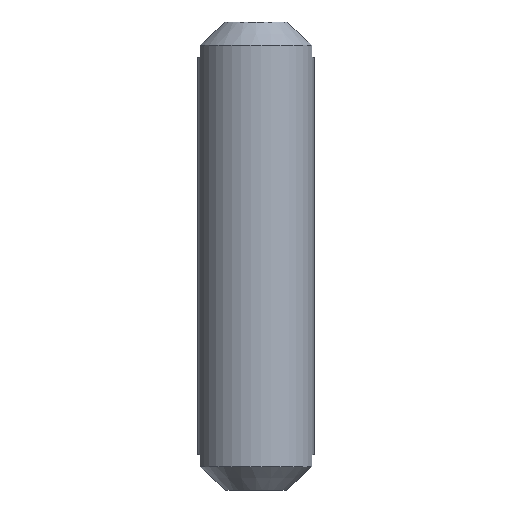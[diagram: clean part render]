
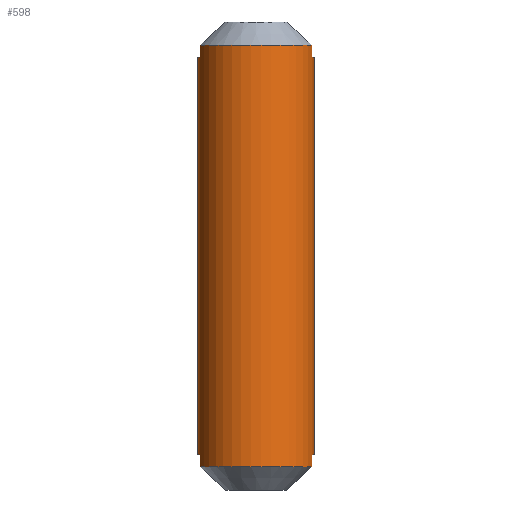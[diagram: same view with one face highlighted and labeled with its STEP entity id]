
A CAD part, front view. The second image highlights one B-rep face of the part: STEP entity #598.
In plain terms, the highlighted cylindrical face has radius 2.5 mm (diameter 5 mm), a partial arc.
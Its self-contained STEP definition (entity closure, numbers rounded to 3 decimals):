
#6 = VERTEX_POINT ( 'NONE', #738 ) ;
#15 = ORIENTED_EDGE ( 'NONE', *, *, #596, .T. ) ;
#17 = EDGE_CURVE ( 'NONE', #130, #904, #524, .T. ) ;
#18 = CARTESIAN_POINT ( 'NONE',  ( -2.385, -0.75, -19. ) ) ;
#24 = EDGE_CURVE ( 'NONE', #468, #485, #559, .T. ) ;
#36 = CYLINDRICAL_SURFACE ( 'NONE', #788, 2.5 ) ;
#49 = CARTESIAN_POINT ( 'NONE',  ( 0., 0., -18.5 ) ) ;
#50 = LINE ( 'NONE', #220, #357 ) ;
#51 = CARTESIAN_POINT ( 'NONE',  ( 2.385, -0.75, -1.5 ) ) ;
#71 = DIRECTION ( 'NONE',  ( 1., 0., 0. ) ) ;
#80 = VERTEX_POINT ( 'NONE', #817 ) ;
#84 = LINE ( 'NONE', #883, #395 ) ;
#85 = AXIS2_PLACEMENT_3D ( 'NONE', #768, #490, #345 ) ;
#103 = ORIENTED_EDGE ( 'NONE', *, *, #550, .T. ) ;
#105 = AXIS2_PLACEMENT_3D ( 'NONE', #513, #432, #583 ) ;
#107 = CARTESIAN_POINT ( 'NONE',  ( 2.385, -0.75, 0. ) ) ;
#109 = DIRECTION ( 'NONE',  ( 0., 0., 1. ) ) ;
#115 = VERTEX_POINT ( 'NONE', #393 ) ;
#128 = ORIENTED_EDGE ( 'NONE', *, *, #17, .T. ) ;
#130 = VERTEX_POINT ( 'NONE', #894 ) ;
#147 = VERTEX_POINT ( 'NONE', #750 ) ;
#153 = ORIENTED_EDGE ( 'NONE', *, *, #24, .T. ) ;
#158 = CARTESIAN_POINT ( 'NONE',  ( -2.385, -0.75, 0. ) ) ;
#164 = CARTESIAN_POINT ( 'NONE',  ( 0., 0., -1.5 ) ) ;
#172 = LINE ( 'NONE', #806, #483 ) ;
#179 = DIRECTION ( 'NONE',  ( 0., 0., 1. ) ) ;
#192 = VERTEX_POINT ( 'NONE', #462 ) ;
#193 = EDGE_CURVE ( 'NONE', #147, #527, #172, .T. ) ;
#195 = EDGE_CURVE ( 'NONE', #427, #6, #682, .T. ) ;
#202 = ORIENTED_EDGE ( 'NONE', *, *, #195, .T. ) ;
#209 = CIRCLE ( 'NONE', #85, 2.5 ) ;
#213 = CARTESIAN_POINT ( 'NONE',  ( 2.385, -0.75, -18.5 ) ) ;
#220 = CARTESIAN_POINT ( 'NONE',  ( 2.385, -0.75, 0. ) ) ;
#222 = AXIS2_PLACEMENT_3D ( 'NONE', #164, #672, #240 ) ;
#225 = CARTESIAN_POINT ( 'NONE',  ( 0., 0., 0. ) ) ;
#240 = DIRECTION ( 'NONE',  ( -1., 0., 0. ) ) ;
#263 = CARTESIAN_POINT ( 'NONE',  ( 0., 0., -1. ) ) ;
#281 = AXIS2_PLACEMENT_3D ( 'NONE', #49, #109, #615 ) ;
#307 = CARTESIAN_POINT ( 'NONE',  ( 2.385, -0.75, -1. ) ) ;
#345 = DIRECTION ( 'NONE',  ( 1., 0., 0. ) ) ;
#356 = EDGE_CURVE ( 'NONE', #527, #115, #209, .T. ) ;
#357 = VECTOR ( 'NONE', #728, 1000. ) ;
#370 = EDGE_CURVE ( 'NONE', #192, #708, #875, .T. ) ;
#384 = VECTOR ( 'NONE', #525, 1000. ) ;
#389 = EDGE_LOOP ( 'NONE', ( #435, #515, #471, #404, #15, #153, #103, #128, #827, #516, #647, #202 ) ) ;
#393 = CARTESIAN_POINT ( 'NONE',  ( 2.385, -0.75, -19. ) ) ;
#395 = VECTOR ( 'NONE', #590, 1000. ) ;
#404 = ORIENTED_EDGE ( 'NONE', *, *, #356, .T. ) ;
#427 = VERTEX_POINT ( 'NONE', #630 ) ;
#432 = DIRECTION ( 'NONE',  ( 0., 0., 1. ) ) ;
#435 = ORIENTED_EDGE ( 'NONE', *, *, #658, .F. ) ;
#440 = DIRECTION ( 'NONE',  ( 0., 0., 1. ) ) ;
#462 = CARTESIAN_POINT ( 'NONE',  ( -2.385, -0.75, -1. ) ) ;
#468 = VERTEX_POINT ( 'NONE', #213 ) ;
#471 = ORIENTED_EDGE ( 'NONE', *, *, #193, .T. ) ;
#481 = LINE ( 'NONE', #640, #758 ) ;
#483 = VECTOR ( 'NONE', #753, 1000. ) ;
#485 = VERTEX_POINT ( 'NONE', #702 ) ;
#490 = DIRECTION ( 'NONE',  ( 0., 0., 1. ) ) ;
#512 = AXIS2_PLACEMENT_3D ( 'NONE', #263, #623, #71 ) ;
#513 = CARTESIAN_POINT ( 'NONE',  ( 0., 0., -18.5 ) ) ;
#515 = ORIENTED_EDGE ( 'NONE', *, *, #530, .T. ) ;
#516 = ORIENTED_EDGE ( 'NONE', *, *, #370, .F. ) ;
#524 = CIRCLE ( 'NONE', #222, 2.5 ) ;
#525 = DIRECTION ( 'NONE',  ( 0., 0., -1. ) ) ;
#527 = VERTEX_POINT ( 'NONE', #18 ) ;
#529 = DIRECTION ( 'NONE',  ( -1., 0., 0. ) ) ;
#530 = EDGE_CURVE ( 'NONE', #80, #147, #723, .T. ) ;
#550 = EDGE_CURVE ( 'NONE', #485, #130, #481, .T. ) ;
#559 = CIRCLE ( 'NONE', #281, 2.5 ) ;
#577 = LINE ( 'NONE', #158, #384 ) ;
#583 = DIRECTION ( 'NONE',  ( 1., 0., 0. ) ) ;
#590 = DIRECTION ( 'NONE',  ( 0., 0., 1. ) ) ;
#596 = EDGE_CURVE ( 'NONE', #115, #468, #50, .T. ) ;
#598 = ADVANCED_FACE ( 'NONE', ( #642 ), #36, .T. ) ;
#615 = DIRECTION ( 'NONE',  ( 1., 0., 0. ) ) ;
#623 = DIRECTION ( 'NONE',  ( 0., 0., 1. ) ) ;
#630 = CARTESIAN_POINT ( 'NONE',  ( -2.385, -0.75, -1.5 ) ) ;
#640 = CARTESIAN_POINT ( 'NONE',  ( 2.5, 0., 0. ) ) ;
#642 = FACE_OUTER_BOUND ( 'NONE', #389, .T. ) ;
#647 = ORIENTED_EDGE ( 'NONE', *, *, #662, .T. ) ;
#651 = DIRECTION ( 'NONE',  ( 1., 0., 0. ) ) ;
#658 = EDGE_CURVE ( 'NONE', #80, #6, #84, .T. ) ;
#662 = EDGE_CURVE ( 'NONE', #192, #427, #577, .T. ) ;
#672 = DIRECTION ( 'NONE',  ( 0., 0., -1. ) ) ;
#682 = CIRCLE ( 'NONE', #819, 2.5 ) ;
#702 = CARTESIAN_POINT ( 'NONE',  ( 2.5, 0., -18.5 ) ) ;
#704 = LINE ( 'NONE', #107, #805 ) ;
#708 = VERTEX_POINT ( 'NONE', #307 ) ;
#723 = CIRCLE ( 'NONE', #105, 2.5 ) ;
#728 = DIRECTION ( 'NONE',  ( 0., 0., 1. ) ) ;
#738 = CARTESIAN_POINT ( 'NONE',  ( -2.5, 0., -1.5 ) ) ;
#742 = DIRECTION ( 'NONE',  ( 0., 0., -1. ) ) ;
#746 = CARTESIAN_POINT ( 'NONE',  ( 0., 0., -1.5 ) ) ;
#750 = CARTESIAN_POINT ( 'NONE',  ( -2.385, -0.75, -18.5 ) ) ;
#753 = DIRECTION ( 'NONE',  ( 0., 0., -1. ) ) ;
#758 = VECTOR ( 'NONE', #791, 1000. ) ;
#768 = CARTESIAN_POINT ( 'NONE',  ( 0., 0., -19. ) ) ;
#788 = AXIS2_PLACEMENT_3D ( 'NONE', #225, #440, #651 ) ;
#791 = DIRECTION ( 'NONE',  ( 0., 0., 1. ) ) ;
#805 = VECTOR ( 'NONE', #179, 1000. ) ;
#806 = CARTESIAN_POINT ( 'NONE',  ( -2.385, -0.75, 0. ) ) ;
#817 = CARTESIAN_POINT ( 'NONE',  ( -2.5, 0., -18.5 ) ) ;
#819 = AXIS2_PLACEMENT_3D ( 'NONE', #746, #742, #529 ) ;
#827 = ORIENTED_EDGE ( 'NONE', *, *, #869, .T. ) ;
#869 = EDGE_CURVE ( 'NONE', #904, #708, #704, .T. ) ;
#875 = CIRCLE ( 'NONE', #512, 2.5 ) ;
#883 = CARTESIAN_POINT ( 'NONE',  ( -2.5, 0., 0. ) ) ;
#894 = CARTESIAN_POINT ( 'NONE',  ( 2.5, 0., -1.5 ) ) ;
#904 = VERTEX_POINT ( 'NONE', #51 ) ;
